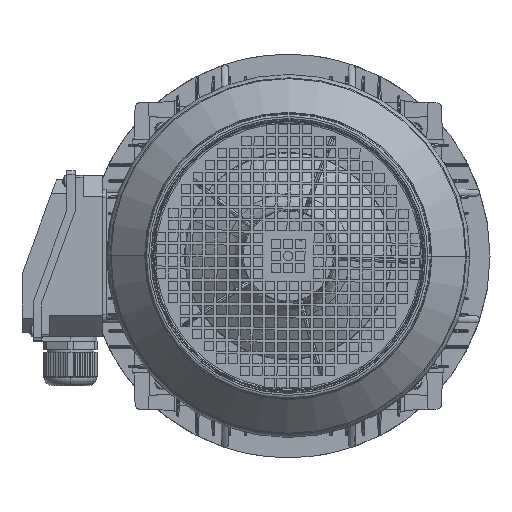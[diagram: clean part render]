
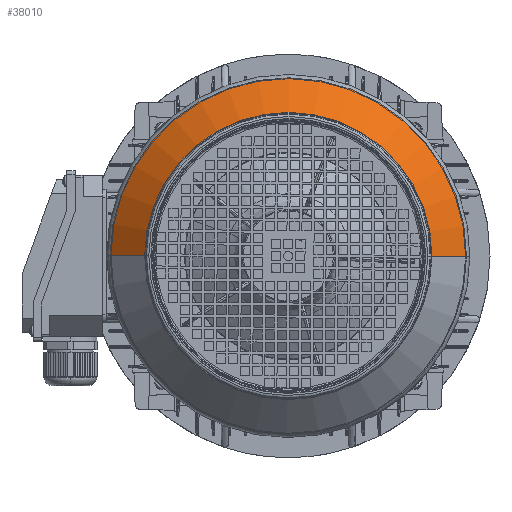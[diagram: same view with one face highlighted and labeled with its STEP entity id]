
A CAD part, left-side view. The second image highlights one B-rep face of the part: STEP entity #38010.
In plain terms, the highlighted conical face has half-angle 45 degrees and reference radius 124.586 mm.
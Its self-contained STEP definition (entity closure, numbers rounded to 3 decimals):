
#36660 = DIRECTION ( 'NONE',  ( 0., 0., 1. ) ) ;
#36661 = DIRECTION ( 'NONE',  ( -1., 0., 0. ) ) ;
#36663 = CARTESIAN_POINT ( 'NONE',  ( 161.414, 0., 0. ) ) ;
#36664 = AXIS2_PLACEMENT_3D ( 'NONE', #36663, #36661, #36660 ) ;
#36677 = CIRCLE ( 'NONE', #36664, 124.586 ) ;
#36798 = CARTESIAN_POINT ( 'NONE',  ( 161.414, 0., 124.586 ) ) ;
#36800 = CARTESIAN_POINT ( 'NONE',  ( 161.414, 0., -124.586 ) ) ;
#36883 = DIRECTION ( 'NONE',  ( -0.707, 0., -0.707 ) ) ;
#36885 = VECTOR ( 'NONE', #36883, 1000. ) ;
#36887 = CARTESIAN_POINT ( 'NONE',  ( 161.414, 0., -124.586 ) ) ;
#36889 = LINE ( 'NONE', #36887, #36885 ) ;
#36981 = DIRECTION ( 'NONE',  ( -0.707, 0., 0.707 ) ) ;
#36983 = VECTOR ( 'NONE', #36981, 1000. ) ;
#36985 = CARTESIAN_POINT ( 'NONE',  ( 161.414, 0., 124.586 ) ) ;
#36987 = LINE ( 'NONE', #36985, #36983 ) ;
#36991 = CARTESIAN_POINT ( 'NONE',  ( 131.429, 0., 154.571 ) ) ;
#37030 = CARTESIAN_POINT ( 'NONE',  ( 131.429, 0., -154.571 ) ) ;
#37997 = EDGE_CURVE ( 'NONE', #186061, #186081, #70187, .T. ) ;
#38010 = ADVANCED_FACE ( 'NONE', ( #70334 ), #70331, .T. ) ;
#38012 = EDGE_LOOP ( 'NONE', ( #38016, #38071, #38075, #38082 ) ) ;
#38016 = ORIENTED_EDGE ( 'NONE', *, *, #186058, .F. ) ;
#38071 = ORIENTED_EDGE ( 'NONE', *, *, #185935, .T. ) ;
#38075 = ORIENTED_EDGE ( 'NONE', *, *, #186094, .T. ) ;
#38082 = ORIENTED_EDGE ( 'NONE', *, *, #37997, .F. ) ;
#70187 = CIRCLE ( 'NONE', #70353, 154.571 ) ;
#70321 = DIRECTION ( 'NONE',  ( 0., 0., 1. ) ) ;
#70323 = DIRECTION ( 'NONE',  ( -1., 0., 0. ) ) ;
#70324 = CARTESIAN_POINT ( 'NONE',  ( 161.414, 0., 0. ) ) ;
#70325 = AXIS2_PLACEMENT_3D ( 'NONE', #70324, #70323, #70321 ) ;
#70331 = CONICAL_SURFACE ( 'NONE', #70325, 124.586, 0.785 ) ;
#70334 = FACE_OUTER_BOUND ( 'NONE', #38012, .T. ) ;
#70349 = DIRECTION ( 'NONE',  ( 0., 0., 1. ) ) ;
#70351 = DIRECTION ( 'NONE',  ( -1., 0., 0. ) ) ;
#70352 = CARTESIAN_POINT ( 'NONE',  ( 131.429, 0., 0. ) ) ;
#70353 = AXIS2_PLACEMENT_3D ( 'NONE', #70352, #70351, #70349 ) ;
#185935 = EDGE_CURVE ( 'NONE', #185940, #185942, #36677, .T. ) ;
#185940 = VERTEX_POINT ( 'NONE', #36800 ) ;
#185942 = VERTEX_POINT ( 'NONE', #36798 ) ;
#186058 = EDGE_CURVE ( 'NONE', #185940, #186061, #36889, .T. ) ;
#186061 = VERTEX_POINT ( 'NONE', #37030 ) ;
#186081 = VERTEX_POINT ( 'NONE', #36991 ) ;
#186094 = EDGE_CURVE ( 'NONE', #185942, #186081, #36987, .T. ) ;
